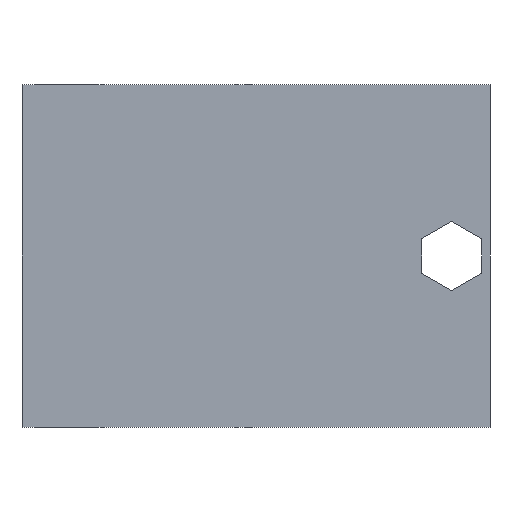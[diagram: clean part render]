
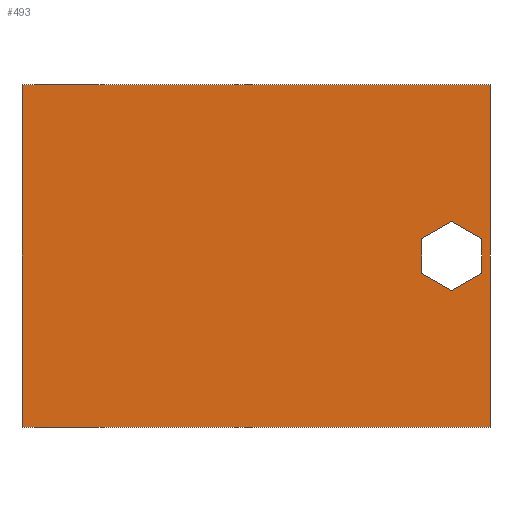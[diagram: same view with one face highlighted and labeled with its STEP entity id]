
A CAD part, left-side view. The second image highlights one B-rep face of the part: STEP entity #493.
In plain terms, the highlighted planar face has unit normal (-1, 0, 0).
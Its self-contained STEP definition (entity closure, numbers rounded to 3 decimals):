
#18=FACE_BOUND('',#66,.T.);
#37=FACE_OUTER_BOUND('',#65,.T.);
#65=EDGE_LOOP('',(#400,#401,#402,#403));
#66=EDGE_LOOP('',(#404,#405,#406,#407,#408,#409));
#78=LINE('',#670,#144);
#81=LINE('',#676,#147);
#84=LINE('',#682,#150);
#87=LINE('',#688,#153);
#90=LINE('',#694,#156);
#93=LINE('',#698,#159);
#96=LINE('',#706,#162);
#108=LINE('',#729,#174);
#121=LINE('',#757,#187);
#123=LINE('',#760,#189);
#144=VECTOR('',#548,10.);
#147=VECTOR('',#553,10.);
#150=VECTOR('',#558,10.);
#153=VECTOR('',#563,10.);
#156=VECTOR('',#568,10.);
#159=VECTOR('',#573,10.);
#162=VECTOR('',#578,10.);
#174=VECTOR('',#594,10.);
#187=VECTOR('',#623,10.);
#189=VECTOR('',#627,10.);
#210=VERTEX_POINT('',#667);
#211=VERTEX_POINT('',#669);
#213=VERTEX_POINT('',#675);
#215=VERTEX_POINT('',#681);
#217=VERTEX_POINT('',#687);
#219=VERTEX_POINT('',#693);
#222=VERTEX_POINT('',#703);
#223=VERTEX_POINT('',#705);
#232=VERTEX_POINT('',#727);
#239=VERTEX_POINT('',#756);
#254=EDGE_CURVE('',#211,#210,#78,.T.);
#257=EDGE_CURVE('',#213,#211,#81,.T.);
#260=EDGE_CURVE('',#215,#213,#84,.T.);
#263=EDGE_CURVE('',#217,#215,#87,.T.);
#266=EDGE_CURVE('',#219,#217,#90,.T.);
#269=EDGE_CURVE('',#210,#219,#93,.T.);
#272=EDGE_CURVE('',#223,#222,#96,.T.);
#284=EDGE_CURVE('',#222,#232,#108,.T.);
#297=EDGE_CURVE('',#239,#223,#121,.T.);
#299=EDGE_CURVE('',#232,#239,#123,.T.);
#400=ORIENTED_EDGE('',*,*,#299,.T.);
#401=ORIENTED_EDGE('',*,*,#297,.T.);
#402=ORIENTED_EDGE('',*,*,#272,.T.);
#403=ORIENTED_EDGE('',*,*,#284,.T.);
#404=ORIENTED_EDGE('',*,*,#263,.T.);
#405=ORIENTED_EDGE('',*,*,#260,.T.);
#406=ORIENTED_EDGE('',*,*,#257,.T.);
#407=ORIENTED_EDGE('',*,*,#254,.T.);
#408=ORIENTED_EDGE('',*,*,#269,.T.);
#409=ORIENTED_EDGE('',*,*,#266,.T.);
#467=PLANE('',#533);
#493=ADVANCED_FACE('',(#37,#18),#467,.T.);
#533=AXIS2_PLACEMENT_3D('',#759,#625,#626);
#548=DIRECTION('',(0.,0.866,-0.5));
#553=DIRECTION('',(0.,0.,-1.));
#558=DIRECTION('',(0.,-0.866,-0.5));
#563=DIRECTION('',(0.,-0.866,0.5));
#568=DIRECTION('',(0.,0.,1.));
#573=DIRECTION('',(0.,0.866,0.5));
#578=DIRECTION('',(0.,1.,0.));
#594=DIRECTION('',(0.,0.,-1.));
#623=DIRECTION('',(0.,0.,1.));
#625=DIRECTION('center_axis',(-1.,0.,0.));
#626=DIRECTION('ref_axis',(0.,0.,1.));
#627=DIRECTION('',(0.,-1.,0.));
#667=CARTESIAN_POINT('',(-91.647,96.845,-20.182));
#669=CARTESIAN_POINT('',(-91.647,94.095,-18.594));
#670=CARTESIAN_POINT('',(-91.647,105.956,-25.442));
#675=CARTESIAN_POINT('',(-91.647,94.095,-15.419));
#676=CARTESIAN_POINT('',(-91.647,94.095,-16.213));
#681=CARTESIAN_POINT('',(-91.647,96.845,-13.831));
#682=CARTESIAN_POINT('',(-91.647,107.331,-7.777));
#687=CARTESIAN_POINT('',(-91.647,99.595,-15.419));
#688=CARTESIAN_POINT('',(-91.647,110.081,-21.472));
#693=CARTESIAN_POINT('',(-91.647,99.595,-18.594));
#694=CARTESIAN_POINT('',(-91.647,99.595,-17.8));
#698=CARTESIAN_POINT('',(-91.647,108.706,-13.334));
#703=CARTESIAN_POINT('',(-91.647,136.225,-1.296));
#705=CARTESIAN_POINT('',(-91.647,93.345,-1.296));
#706=CARTESIAN_POINT('',(-91.647,143.287,-1.296));
#727=CARTESIAN_POINT('',(-91.647,136.225,-32.716));
#729=CARTESIAN_POINT('',(-91.647,136.225,-9.151));
#756=CARTESIAN_POINT('',(-91.647,93.345,-32.716));
#757=CARTESIAN_POINT('',(-91.647,93.345,-39.716));
#759=CARTESIAN_POINT('Origin',(-91.647,126.639,-17.006));
#760=CARTESIAN_POINT('',(-91.647,131.432,-32.716));
